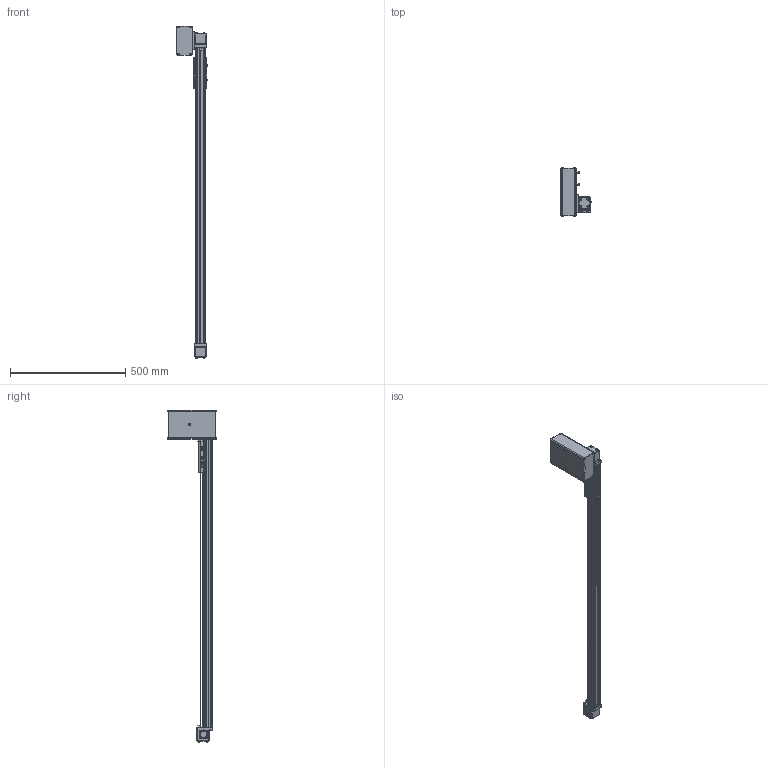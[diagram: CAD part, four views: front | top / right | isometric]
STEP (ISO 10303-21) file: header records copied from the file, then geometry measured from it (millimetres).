
FILE_DESCRIPTION (( 'STEP AP203' ), '1' );
FILE_NAME ('MXB-489203-1.step', '2025-05-27T19:36:59', ( '' ), ( '' ), 'SwSTEP 2.0', 'SolidWorks 2024', '' );
FILE_SCHEMA (( 'CONFIG_CONTROL_DESIGN' ));
Length unit declared in the file: inch
Products named in the file (4): MXB-489203-1; tempJoin14_83169035_MXB-489203-1; Base_MXB-489203-1; 85259806_MXB-489203-1
Assembly tree (3 placements, depth 2):
  MXB-489203-1
    85259806_MXB-489203-1
    tempJoin14_83169035_MXB-489203-1
    Base_MXB-489203-1
Bounding box: 131.12 x 212.32 x 1443.42 mm (x, y, z)
Volume: 3116197.9 mm3; surface area: 684170 mm2
Topology: 16 solids, 45 shells, 2209 faces, 5386 edges, 3441 vertices
Faces by surface type: plane 1507, cylinder 518, cone 135, torus 24, sphere 24, bspline 1
Full cylindrical faces by diameter (mm): 2.5 x2, 3 x8, 3.3 x4, 3.307 x1, 3.531 x8, 4 x4, 4.039 x7, 4.166 x1, 4.2 x24, 4.318 x8, 4.826 x5, 5 x11, 5.105 x14, 5.232 x1, 5.5 x8, 5.613 x4, 6 x1, 6.35 x6, 6.604 x4, 6.858 x1, 7 x4, 7.137 x2, 7.9 x4, 7.938 x5, 8.042 x8, 8.5 x12, 9.398 x4, 9.5 x8, 9.53 x2, 9.553 x4
Entity records: 62977 total; most frequent: CARTESIAN_POINT 11859, DIRECTION 10707, ORIENTED_EDGE 9822, EDGE_CURVE 4911, AXIS2_PLACEMENT_3D 3741, VERTEX_POINT 3293, LINE 3225, VECTOR 3225
